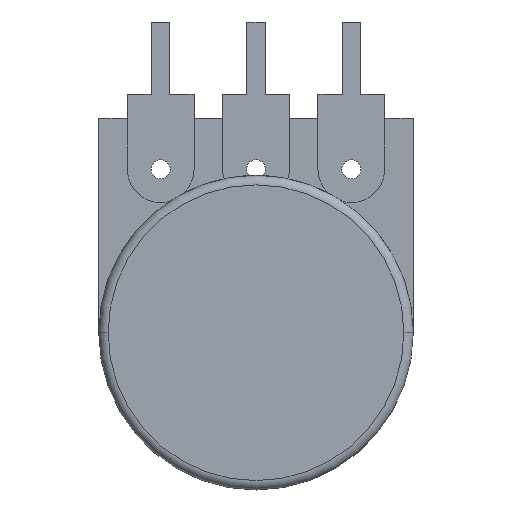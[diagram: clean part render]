
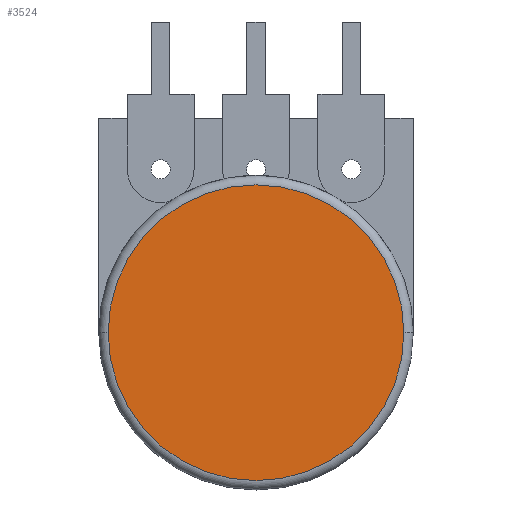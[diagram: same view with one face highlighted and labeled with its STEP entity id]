
A CAD part, front view. The second image highlights one B-rep face of the part: STEP entity #3524.
In plain terms, the highlighted planar face has unit normal (0, -1, 0).
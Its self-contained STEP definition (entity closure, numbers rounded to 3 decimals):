
#24 = DIRECTION ( 'NONE',  ( 0., -1., 0. ) ) ;
#91 = EDGE_LOOP ( 'NONE', ( #675, #3518 ) ) ;
#214 = VERTEX_POINT ( 'NONE', #2326 ) ;
#334 = EDGE_CURVE ( 'NONE', #214, #1597, #2233, .T. ) ;
#597 = AXIS2_PLACEMENT_3D ( 'NONE', #2970, #2667, #1239 ) ;
#604 = CARTESIAN_POINT ( 'NONE',  ( 0., 0., 0. ) ) ;
#675 = ORIENTED_EDGE ( 'NONE', *, *, #334, .T. ) ;
#972 = EDGE_CURVE ( 'NONE', #1597, #214, #3367, .T. ) ;
#1142 = DIRECTION ( 'NONE',  ( 0., -1., 0. ) ) ;
#1239 = DIRECTION ( 'NONE',  ( 1., 0., 0. ) ) ;
#1501 = DIRECTION ( 'NONE',  ( 1., 0., 0. ) ) ;
#1544 = AXIS2_PLACEMENT_3D ( 'NONE', #3816, #1142, #3558 ) ;
#1597 = VERTEX_POINT ( 'NONE', #2144 ) ;
#2057 = PLANE ( 'NONE',  #1544 ) ;
#2144 = CARTESIAN_POINT ( 'NONE',  ( -7.882, 0., 0. ) ) ;
#2233 = CIRCLE ( 'NONE', #3407, 7.882 ) ;
#2326 = CARTESIAN_POINT ( 'NONE',  ( 7.882, 0., 0. ) ) ;
#2667 = DIRECTION ( 'NONE',  ( 0., -1., 0. ) ) ;
#2970 = CARTESIAN_POINT ( 'NONE',  ( 0., 0., 0. ) ) ;
#3342 = FACE_OUTER_BOUND ( 'NONE', #91, .T. ) ;
#3367 = CIRCLE ( 'NONE', #597, 7.882 ) ;
#3407 = AXIS2_PLACEMENT_3D ( 'NONE', #604, #24, #1501 ) ;
#3518 = ORIENTED_EDGE ( 'NONE', *, *, #972, .T. ) ;
#3524 = ADVANCED_FACE ( 'NONE', ( #3342 ), #2057, .T. ) ;
#3558 = DIRECTION ( 'NONE',  ( 1., 0., 0. ) ) ;
#3816 = CARTESIAN_POINT ( 'NONE',  ( 0., 0., 0. ) ) ;
